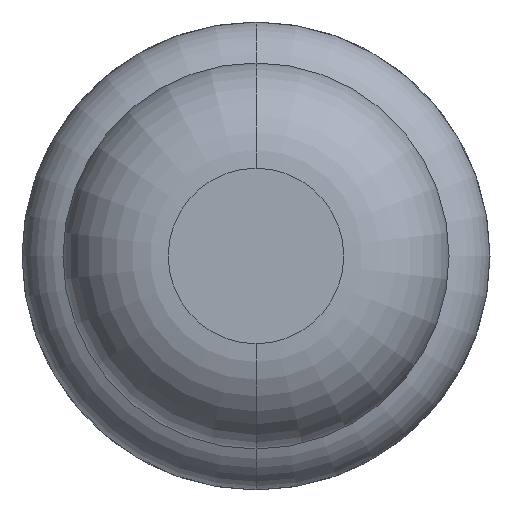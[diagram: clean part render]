
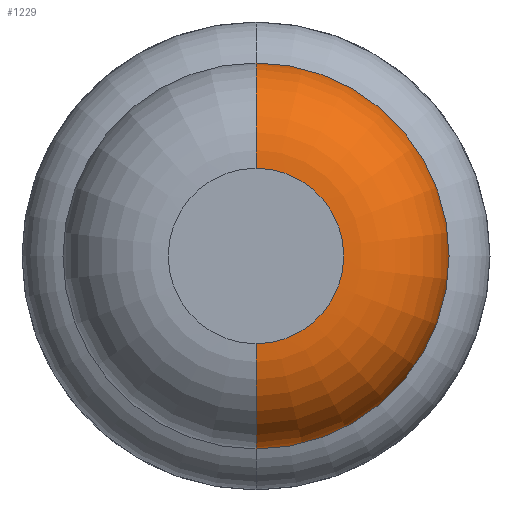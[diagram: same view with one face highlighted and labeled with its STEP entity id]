
A CAD part, front view. The second image highlights one B-rep face of the part: STEP entity #1229.
In plain terms, the highlighted toroidal (fillet/blend) face has major radius 0.375 mm and minor radius 0.45 mm.
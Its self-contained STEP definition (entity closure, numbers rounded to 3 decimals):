
#460 = VERTEX_POINT ( 'NONE', #3558 ) ;
#530 = VERTEX_POINT ( 'NONE', #3815 ) ;
#565 = AXIS2_PLACEMENT_3D ( 'NONE', #1935, #1518, #3866 ) ;
#948 = CIRCLE ( 'NONE', #565, 0.825 ) ;
#1160 = CARTESIAN_POINT ( 'NONE',  ( 0., -26.95, 0.825 ) ) ;
#1178 = EDGE_CURVE ( 'NONE', #3484, #3529, #5089, .T. ) ;
#1184 = CARTESIAN_POINT ( 'NONE',  ( 0., -26.95, 0. ) ) ;
#1229 = ADVANCED_FACE ( 'Defeature ausgef�hrt1_8', ( #2103 ), #4809, .T. ) ;
#1365 = CIRCLE ( 'NONE', #5321, 0.45 ) ;
#1518 = DIRECTION ( 'NONE',  ( 0., 1., 0. ) ) ;
#1550 = ORIENTED_EDGE ( 'NONE', *, *, #4926, .F. ) ;
#1906 = DIRECTION ( 'NONE',  ( 1., 0., 0. ) ) ;
#1935 = CARTESIAN_POINT ( 'NONE',  ( 0., -26.95, 0. ) ) ;
#2013 = DIRECTION ( 'NONE',  ( 0., 0., 1. ) ) ;
#2103 = FACE_OUTER_BOUND ( 'NONE', #4314, .T. ) ;
#2125 = AXIS2_PLACEMENT_3D ( 'NONE', #5691, #5772, #2013 ) ;
#2390 = AXIS2_PLACEMENT_3D ( 'NONE', #3487, #4928, #3543 ) ;
#2605 = DIRECTION ( 'NONE',  ( 0., 0., 1. ) ) ;
#2794 = AXIS2_PLACEMENT_3D ( 'NONE', #1184, #4416, #2605 ) ;
#2883 = CARTESIAN_POINT ( 'NONE',  ( 0., -27.4, 0.375 ) ) ;
#2914 = DIRECTION ( 'NONE',  ( 0., 0., -1. ) ) ;
#3035 = ORIENTED_EDGE ( 'NONE', *, *, #4697, .T. ) ;
#3055 = CIRCLE ( 'NONE', #2125, 0.375 ) ;
#3233 = ORIENTED_EDGE ( 'NONE', *, *, #1178, .F. ) ;
#3484 = VERTEX_POINT ( 'NONE', #2883 ) ;
#3487 = CARTESIAN_POINT ( 'NONE',  ( 0., -26.95, 0.375 ) ) ;
#3529 = VERTEX_POINT ( 'NONE', #1160 ) ;
#3543 = DIRECTION ( 'NONE',  ( 0., 0., 1. ) ) ;
#3558 = CARTESIAN_POINT ( 'NONE',  ( 0., -26.95, -0.825 ) ) ;
#3572 = EDGE_CURVE ( 'Defeature ausgef�hrt1_8+Defeature ausgef�hrt1_7+Defeature ausgef�hrt1_7+Defeature ausgef�hrt1_7', #3484, #530, #3055, .T. ) ;
#3815 = CARTESIAN_POINT ( 'NONE',  ( 0., -27.4, -0.375 ) ) ;
#3866 = DIRECTION ( 'NONE',  ( 0., 0., 1. ) ) ;
#4255 = CARTESIAN_POINT ( 'NONE',  ( 0., -26.95, -0.375 ) ) ;
#4314 = EDGE_LOOP ( 'NONE', ( #4876, #3035, #1550, #3233 ) ) ;
#4416 = DIRECTION ( 'NONE',  ( 0., 1., 0. ) ) ;
#4697 = EDGE_CURVE ( 'NONE', #530, #460, #1365, .T. ) ;
#4809 = TOROIDAL_SURFACE ( 'NONE', #2794, 0.375, 0.45 ) ;
#4876 = ORIENTED_EDGE ( 'NONE', *, *, #3572, .T. ) ;
#4926 = EDGE_CURVE ( 'Defeature ausgef�hrt1_9+Defeature ausgef�hrt1_8+Defeature ausgef�hrt1_8+Defeature ausgef�hrt1_8', #3529, #460, #948, .T. ) ;
#4928 = DIRECTION ( 'NONE',  ( -1., 0., 0. ) ) ;
#5089 = CIRCLE ( 'NONE', #2390, 0.45 ) ;
#5321 = AXIS2_PLACEMENT_3D ( 'NONE', #4255, #1906, #2914 ) ;
#5691 = CARTESIAN_POINT ( 'NONE',  ( 0., -27.4, 0. ) ) ;
#5772 = DIRECTION ( 'NONE',  ( 0., 1., 0. ) ) ;
